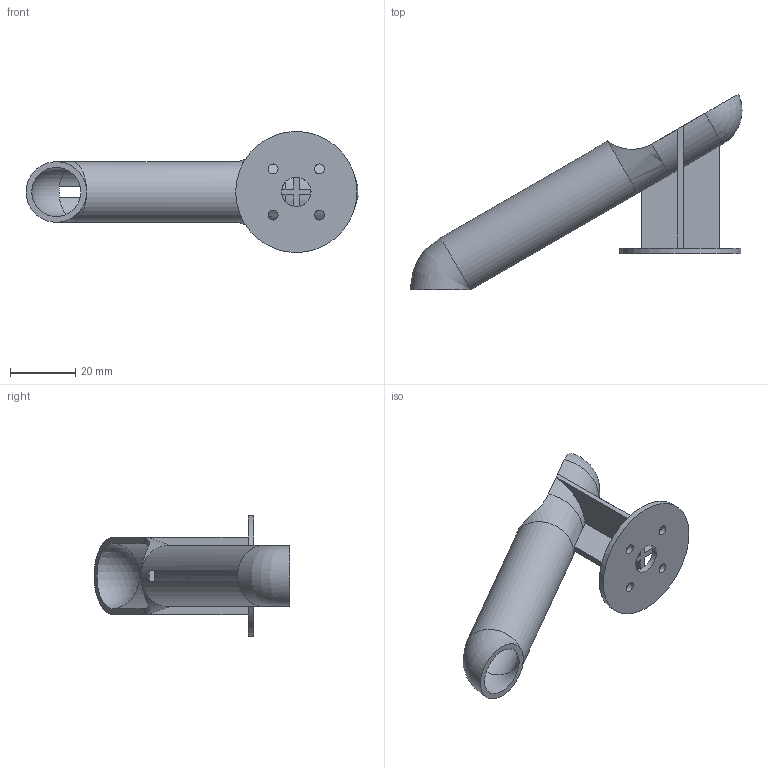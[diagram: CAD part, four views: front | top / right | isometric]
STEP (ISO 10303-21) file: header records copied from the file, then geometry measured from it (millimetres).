
FILE_DESCRIPTION((''),'2;1');
FILE_NAME('carousel_mount_rev4.stp','2013-12-19T17:26:48',('Administrator'),(''),'Autodesk Inventor 2011','Autodesk Inventor 2011','');
FILE_SCHEMA(('AUTOMOTIVE_DESIGN { 1 0 10303 214 1 1 1 1 }'));
Length unit declared in the file: millimetre
Products named in the file (1): carousel_mount_rev4
Bounding box: 101.4 x 59.82 x 37 mm (x, y, z)
Volume: 12161.2 mm3; surface area: 14692.6 mm2
Topology: 1 solids, 1 shells, 40 faces, 121 edges, 72 vertices
Faces by surface type: plane 21, cylinder 13, bspline 3, sphere 2, torus 1
Full cylindrical faces by diameter (mm): 3 x4, 9 x1, 15 x1, 18.5 x1, 37 x1
Entity records: 1460 total; most frequent: CARTESIAN_POINT 393, DIRECTION 220, ORIENTED_EDGE 208, EDGE_CURVE 104, AXIS2_PLACEMENT_3D 83, VERTEX_POINT 67, EDGE_LOOP 61, VECTOR 54
